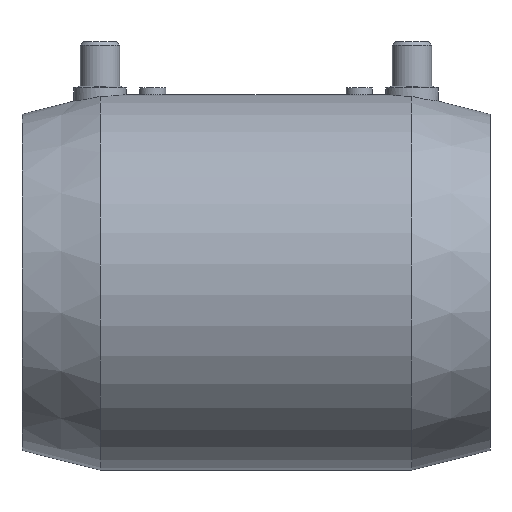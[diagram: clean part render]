
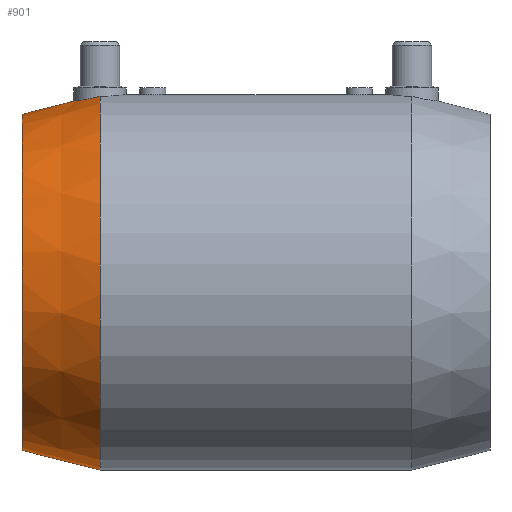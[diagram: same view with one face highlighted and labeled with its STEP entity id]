
A CAD part, top view. The second image highlights one B-rep face of the part: STEP entity #901.
In plain terms, the highlighted conical face has half-angle 14.226 degrees and reference radius 54 mm.
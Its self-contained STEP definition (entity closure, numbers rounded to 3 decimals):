
#467 = EDGE_CURVE( '', #1011, #925, #1195, .T. );
#477 = EDGE_CURVE( '', #989, #925, #1206, .T. );
#547 = EDGE_CURVE( '', #951, #1011, #1284, .T. );
#695 = EDGE_CURVE( '', #703, #951, #1443, .T. );
#699 = EDGE_CURVE( '', #989, #703, #1447, .T. );
#703 = VERTEX_POINT( '', #1452 );
#901 = ADVANCED_FACE( '', ( #1683 ), #1684, .T. );
#925 = VERTEX_POINT( '', #1711 );
#951 = VERTEX_POINT( '', #1738 );
#989 = VERTEX_POINT( '', #1779 );
#1011 = VERTEX_POINT( '', #1802 );
#1195 = LINE( '', #2056, #2057 );
#1206 = CIRCLE( '', #2070, 51. );
#1284 = B_SPLINE_CURVE_WITH_KNOTS( '', 3, ( #2246, #2247, #2248, #2249, #2250, #2251, #2252, #2253, #2254, #2255, #2256, #2257, #2258, #2259, #2260, #2261, #2262, #2263, #2264, #2265, #2266, #2267, #2268, #2269, #2270, #2271, #2272, #2273, #2274, #2275, #2276, #2277, #2278, #2279, #2280, #2281, #2282, #2283 ), .UNSPECIFIED., .F., .F., ( 4, 2, 2, 2, 2, 2, 2, 2, 2, 2, 2, 2, 2, 2, 2, 2, 2, 2, 4 ), ( 5.6, 5.892, 7.393, 8.894, 10.395, 11.895, 13.364, 14.833, 16.302, 17.771, 19.24, 20.708, 22.177, 23.646, 25.147, 26.648, 28.149, 29.65, 29.941 ), .UNSPECIFIED. );
#1443 = CIRCLE( '', #2569, 57. );
#1447 = LINE( '', #2608, #2609 );
#1452 = CARTESIAN_POINT( '', ( -48.333, -57., 0. ) );
#1683 = FACE_OUTER_BOUND( '', #3011, .T. );
#1684 = CONICAL_SURFACE( '', #3012, 54., 0.248 );
#1711 = CARTESIAN_POINT( '', ( -72., 51., 0. ) );
#1738 = CARTESIAN_POINT( '', ( -48.333, 56.436, 8. ) );
#1779 = CARTESIAN_POINT( '', ( -72., -51., 0. ) );
#1802 = CARTESIAN_POINT( '', ( -56.333, 54.972, 0. ) );
#2056 = CARTESIAN_POINT( '', ( -60.167, 54., 0. ) );
#2057 = VECTOR( '', #3453, 1. );
#2070 = AXIS2_PLACEMENT_3D( '', #3465, #3466, #3467 );
#2246 = CARTESIAN_POINT( '', ( -48.333, 56.436, 8. ) );
#2247 = CARTESIAN_POINT( '', ( -48.429, 56.411, 8. ) );
#2248 = CARTESIAN_POINT( '', ( -48.524, 56.387, 7.998 ) );
#2249 = CARTESIAN_POINT( '', ( -49.103, 56.242, 7.978 ) );
#2250 = CARTESIAN_POINT( '', ( -49.605, 56.122, 7.915 ) );
#2251 = CARTESIAN_POINT( '', ( -50.606, 55.898, 7.687 ) );
#2252 = CARTESIAN_POINT( '', ( -51.105, 55.793, 7.523 ) );
#2253 = CARTESIAN_POINT( '', ( -52.061, 55.604, 7.098 ) );
#2254 = CARTESIAN_POINT( '', ( -52.52, 55.52, 6.836 ) );
#2255 = CARTESIAN_POINT( '', ( -53.369, 55.374, 6.238 ) );
#2256 = CARTESIAN_POINT( '', ( -53.759, 55.312, 5.9 ) );
#2257 = CARTESIAN_POINT( '', ( -54.441, 55.209, 5.19 ) );
#2258 = CARTESIAN_POINT( '', ( -54.758, 55.165, 4.794 ) );
#2259 = CARTESIAN_POINT( '', ( -55.317, 55.091, 3.935 ) );
#2260 = CARTESIAN_POINT( '', ( -55.559, 55.061, 3.472 ) );
#2261 = CARTESIAN_POINT( '', ( -55.948, 55.015, 2.507 ) );
#2262 = CARTESIAN_POINT( '', ( -56.095, 54.998, 2.005 ) );
#2263 = CARTESIAN_POINT( '', ( -56.288, 54.977, 0.996 ) );
#2264 = CARTESIAN_POINT( '', ( -56.333, 54.972, 0.49 ) );
#2265 = CARTESIAN_POINT( '', ( -56.333, 54.972, -0.49 ) );
#2266 = CARTESIAN_POINT( '', ( -56.288, 54.977, -0.996 ) );
#2267 = CARTESIAN_POINT( '', ( -56.095, 54.998, -2.005 ) );
#2268 = CARTESIAN_POINT( '', ( -55.948, 55.015, -2.507 ) );
#2269 = CARTESIAN_POINT( '', ( -55.559, 55.061, -3.472 ) );
#2270 = CARTESIAN_POINT( '', ( -55.317, 55.091, -3.935 ) );
#2271 = CARTESIAN_POINT( '', ( -54.758, 55.165, -4.794 ) );
#2272 = CARTESIAN_POINT( '', ( -54.441, 55.209, -5.19 ) );
#2273 = CARTESIAN_POINT( '', ( -53.759, 55.312, -5.9 ) );
#2274 = CARTESIAN_POINT( '', ( -53.369, 55.374, -6.238 ) );
#2275 = CARTESIAN_POINT( '', ( -52.52, 55.52, -6.836 ) );
#2276 = CARTESIAN_POINT( '', ( -52.061, 55.604, -7.098 ) );
#2277 = CARTESIAN_POINT( '', ( -51.105, 55.793, -7.523 ) );
#2278 = CARTESIAN_POINT( '', ( -50.606, 55.898, -7.687 ) );
#2279 = CARTESIAN_POINT( '', ( -49.605, 56.122, -7.915 ) );
#2280 = CARTESIAN_POINT( '', ( -49.103, 56.242, -7.978 ) );
#2281 = CARTESIAN_POINT( '', ( -48.524, 56.387, -7.998 ) );
#2282 = CARTESIAN_POINT( '', ( -48.429, 56.411, -8. ) );
#2283 = CARTESIAN_POINT( '', ( -48.333, 56.436, -8. ) );
#2569 = AXIS2_PLACEMENT_3D( '', #3732, #3733, #3734 );
#2608 = CARTESIAN_POINT( '', ( -60.167, -54., 0. ) );
#2609 = VECTOR( '', #3735, 1. );
#3011 = EDGE_LOOP( '', ( #4066, #4067, #4068, #4069, #4070 ) );
#3012 = AXIS2_PLACEMENT_3D( '', #4071, #4072, #4073 );
#3453 = DIRECTION( '', ( -0.969, -0.246, 0. ) );
#3465 = CARTESIAN_POINT( '', ( -72., 0., 0. ) );
#3466 = DIRECTION( '', ( -1., 0., 0. ) );
#3467 = DIRECTION( '', ( 0., 1., 0. ) );
#3732 = CARTESIAN_POINT( '', ( -48.333, 0., 0. ) );
#3733 = DIRECTION( '', ( -1., 0., 0. ) );
#3734 = DIRECTION( '', ( 0., 1., 0. ) );
#3735 = DIRECTION( '', ( 0.969, -0.246, 0. ) );
#4066 = ORIENTED_EDGE( '', *, *, #467, .T. );
#4067 = ORIENTED_EDGE( '', *, *, #477, .F. );
#4068 = ORIENTED_EDGE( '', *, *, #699, .T. );
#4069 = ORIENTED_EDGE( '', *, *, #695, .T. );
#4070 = ORIENTED_EDGE( '', *, *, #547, .T. );
#4071 = CARTESIAN_POINT( '', ( -60.167, 0., 0. ) );
#4072 = DIRECTION( '', ( 1., 0., 0. ) );
#4073 = DIRECTION( '', ( 0., 1., 0. ) );
